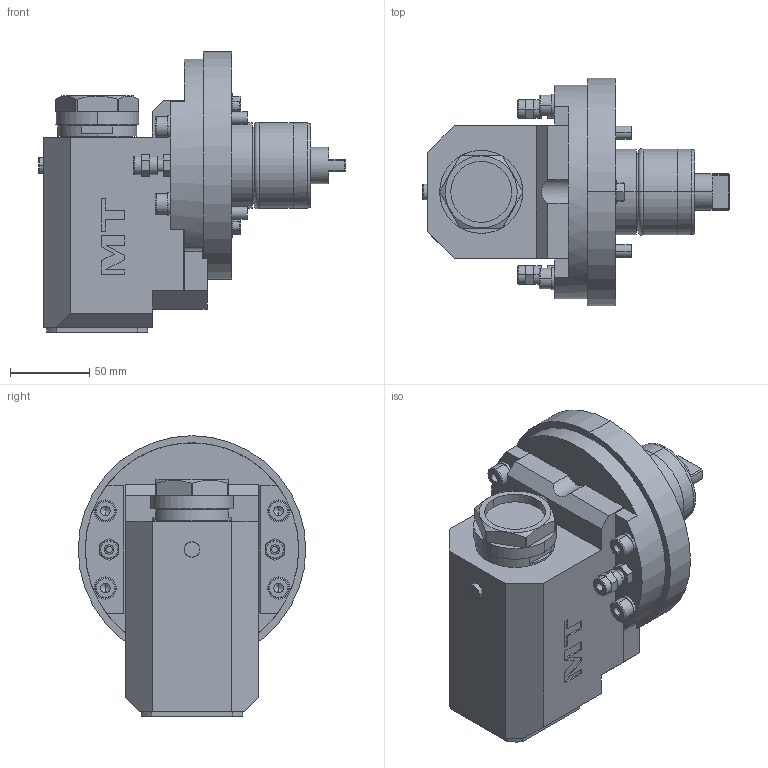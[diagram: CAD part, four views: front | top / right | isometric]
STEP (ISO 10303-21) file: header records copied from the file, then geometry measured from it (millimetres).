
FILE_DESCRIPTION((''),'2;1');
FILE_NAME('MYA0210100_CONF','2025-01-07T08:26:09',('fpalella'),('M.T. srl'),'CREO PARAMETRIC BY PTC INC, 2023352','CREO PARAMETRIC BY PTC INC, 2023352','');
FILE_SCHEMA(('CONFIG_CONTROL_DESIGN'));
Length unit declared in the file: millimetre
Products named in the file (1): MYA0210100_CONF
Bounding box: 194 x 144 x 177.55 mm (x, y, z)
Volume: 1586274.1 mm3; surface area: 122382.7 mm2
Topology: 2 solids, 2 shells, 361 faces, 869 edges, 560 vertices
Faces by surface type: plane 197, cylinder 108, torus 26, cone 26, extrusion 4
Entity records: 10865 total; most frequent: CARTESIAN_POINT 2225, DIRECTION 1845, ORIENTED_EDGE 1722, EDGE_CURVE 861, AXIS2_PLACEMENT_3D 666, VERTEX_POINT 560, VECTOR 513, LINE 509
